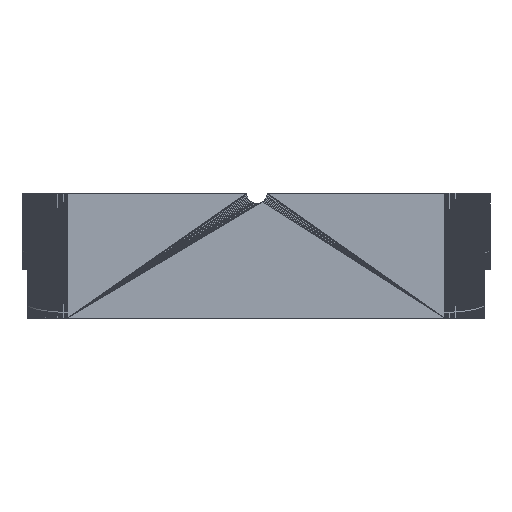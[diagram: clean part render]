
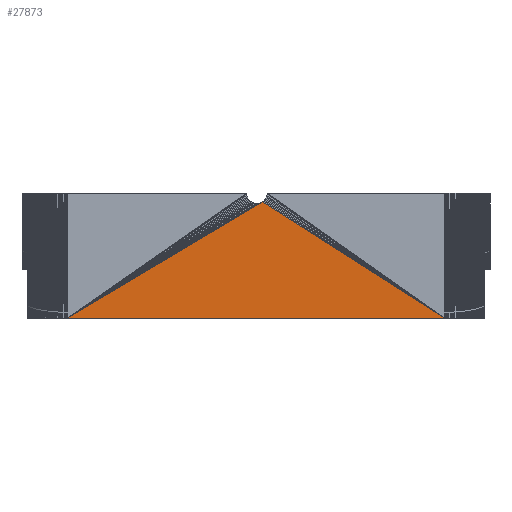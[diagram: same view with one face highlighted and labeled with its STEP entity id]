
A CAD part, top view. The second image highlights one B-rep face of the part: STEP entity #27873.
In plain terms, the highlighted planar face has unit normal (0, 0, 1).
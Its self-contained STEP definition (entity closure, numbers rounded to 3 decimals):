
#25857 = CARTESIAN_POINT('',(102.612,-0.,-176.693));
#26901 = CARTESIAN_POINT('',(138.923,-0.,-176.693));
#27873 = ADVANCED_FACE('',(#27874),#27877,.T.);
#27874 = FACE_OUTER_BOUND('',#27875,.T.);
#27875 = POLY_LOOP('',(#27876,#25857,#26901));
#27876 = CARTESIAN_POINT('',(121.389,11.179,-176.693));
#27877 = PLANE('',#27878);
#27878 = AXIS2_PLACEMENT_3D('',#27879,#27880,#27881);
#27879 = CARTESIAN_POINT('',(120.813,3.019,-176.693)
  );
#27880 = DIRECTION('',(0.,0.,1.));
#27881 = DIRECTION('',(1.,0.,-0.));
